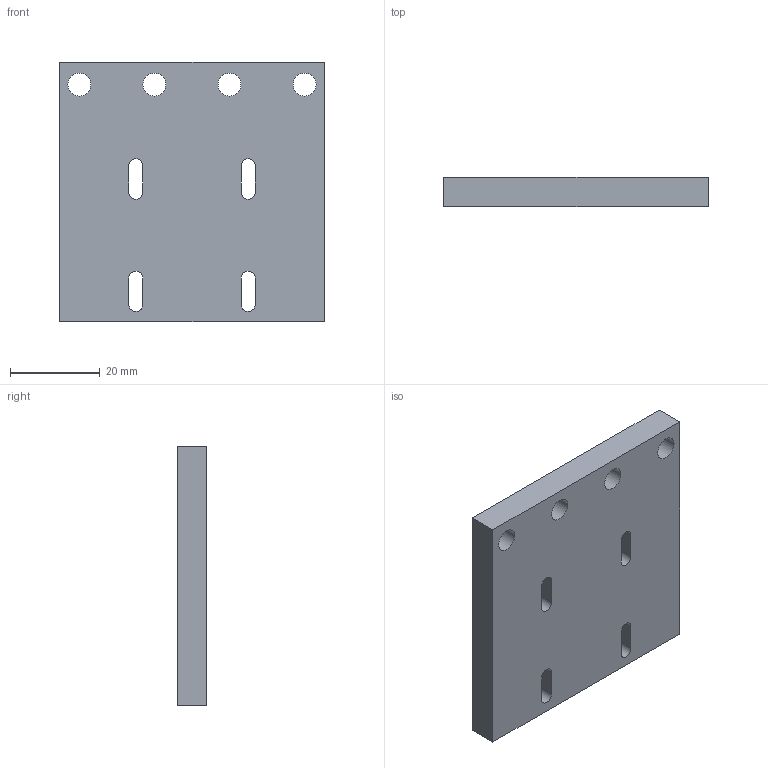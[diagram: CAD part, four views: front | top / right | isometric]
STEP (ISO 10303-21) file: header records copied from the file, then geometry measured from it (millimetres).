
FILE_DESCRIPTION(/* description */ (''),/* implementation_level */ '2;1');
FILE_NAME(/* name */ 'Toolhead Adapter Plate Bottom.step',/* time_stamp */ '2024-09-24T21:15:23-04:00',/* author */ (''),/* organization */ (''),/* preprocessor_version */ 'ST-DEVELOPER v20',/* originating_system */ 'Autodesk Translation Framework v13.20.0.188',/* authorisation */ '');
FILE_SCHEMA (('AUTOMOTIVE_DESIGN { 1 0 10303 214 3 1 1 }'));
Length unit declared in the file: millimetre
Products named in the file (4): SnapmakerA350T - CTZ; Stiffy Kit; Toolhead Bracing Kit; Top Plate(Mirror)
Assembly tree (3 placements, depth 4):
  SnapmakerA350T - CTZ
    Stiffy Kit
      Toolhead Bracing Kit
        Top Plate(Mirror)
Bounding box: 58.8 x 6.5 x 57.82 mm (x, y, z)
Volume: 20894.1 mm3; surface area: 8921.6 mm2
Topology: 1 solids, 1 shells, 26 faces, 72 edges, 48 vertices
Faces by surface type: plane 14, cylinder 12
Full cylindrical faces by diameter (mm): 5.1 x4
Entity records: 1192 total; most frequent: DIRECTION 162, CARTESIAN_POINT 153, ORIENTED_EDGE 144, EDGE_CURVE 72, AXIS2_PLACEMENT_3D 57, LINE 48, VECTOR 48, VERTEX_POINT 48
